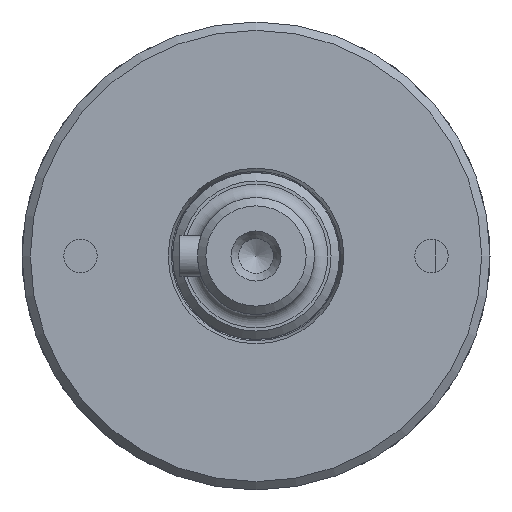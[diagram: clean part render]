
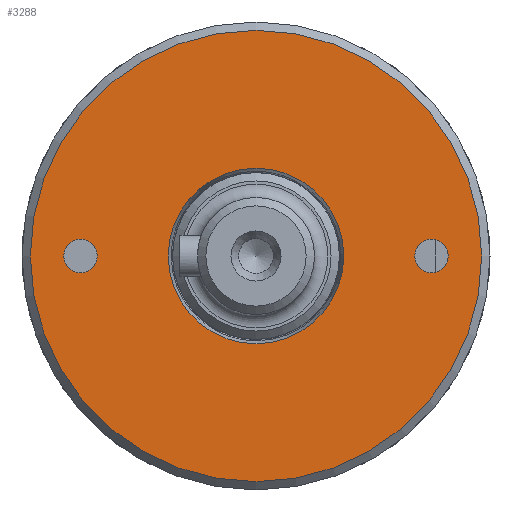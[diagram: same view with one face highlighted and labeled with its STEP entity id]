
A CAD part, left-side view. The second image highlights one B-rep face of the part: STEP entity #3288.
In plain terms, the highlighted planar face has unit normal (-1, 0, 0).
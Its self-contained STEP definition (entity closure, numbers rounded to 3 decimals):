
#266=FACE_BOUND('',#1073,.T.);
#267=FACE_BOUND('',#1074,.T.);
#268=FACE_BOUND('',#1075,.T.);
#882=FACE_OUTER_BOUND('',#1072,.T.);
#1072=EDGE_LOOP('',(#2375,#2376));
#1073=EDGE_LOOP('',(#2377,#2378));
#1074=EDGE_LOOP('',(#2379,#2380));
#1075=EDGE_LOOP('',(#2381,#2382));
#1295=CIRCLE('',#3540,2.);
#1296=CIRCLE('',#3541,2.);
#1299=CIRCLE('',#3546,2.);
#1300=CIRCLE('',#3547,2.);
#1307=CIRCLE('',#3557,10.5);
#1308=CIRCLE('',#3558,10.5);
#1309=CIRCLE('',#3560,27.);
#1310=CIRCLE('',#3561,27.);
#1484=VERTEX_POINT('',#4995);
#1485=VERTEX_POINT('',#4996);
#1489=VERTEX_POINT('',#5008);
#1490=VERTEX_POINT('',#5009);
#1497=VERTEX_POINT('',#5028);
#1498=VERTEX_POINT('',#5030);
#1499=VERTEX_POINT('',#5034);
#1500=VERTEX_POINT('',#5035);
#1820=EDGE_CURVE('',#1484,#1485,#1295,.T.);
#1821=EDGE_CURVE('',#1485,#1484,#1296,.T.);
#1826=EDGE_CURVE('',#1489,#1490,#1299,.T.);
#1827=EDGE_CURVE('',#1490,#1489,#1300,.T.);
#1836=EDGE_CURVE('',#1498,#1497,#1307,.T.);
#1837=EDGE_CURVE('',#1497,#1498,#1308,.T.);
#1838=EDGE_CURVE('',#1499,#1500,#1309,.T.);
#1839=EDGE_CURVE('',#1500,#1499,#1310,.T.);
#2375=ORIENTED_EDGE('',*,*,#1838,.F.);
#2376=ORIENTED_EDGE('',*,*,#1839,.F.);
#2377=ORIENTED_EDGE('',*,*,#1820,.T.);
#2378=ORIENTED_EDGE('',*,*,#1821,.T.);
#2379=ORIENTED_EDGE('',*,*,#1826,.T.);
#2380=ORIENTED_EDGE('',*,*,#1827,.T.);
#2381=ORIENTED_EDGE('',*,*,#1836,.T.);
#2382=ORIENTED_EDGE('',*,*,#1837,.T.);
#3164=PLANE('',#3559);
#3288=ADVANCED_FACE('',(#882,#266,#267,#268),#3164,.T.);
#3540=AXIS2_PLACEMENT_3D('',#4997,#4000,#4001);
#3541=AXIS2_PLACEMENT_3D('',#4998,#4002,#4003);
#3546=AXIS2_PLACEMENT_3D('',#5010,#4014,#4015);
#3547=AXIS2_PLACEMENT_3D('',#5011,#4016,#4017);
#3557=AXIS2_PLACEMENT_3D('',#5031,#4038,#4039);
#3558=AXIS2_PLACEMENT_3D('',#5032,#4040,#4041);
#3559=AXIS2_PLACEMENT_3D('',#5033,#4042,#4043);
#3560=AXIS2_PLACEMENT_3D('',#5036,#4044,#4045);
#3561=AXIS2_PLACEMENT_3D('',#5037,#4046,#4047);
#4000=DIRECTION('center_axis',(1.,0.,0.));
#4001=DIRECTION('ref_axis',(0.,0.,
-1.));
#4002=DIRECTION('center_axis',(1.,0.,0.));
#4003=DIRECTION('ref_axis',(0.,0.,
-1.));
#4014=DIRECTION('center_axis',(1.,0.,0.));
#4015=DIRECTION('ref_axis',(0.,0.,
-1.));
#4016=DIRECTION('center_axis',(1.,0.,0.));
#4017=DIRECTION('ref_axis',(0.,0.,
-1.));
#4038=DIRECTION('center_axis',(1.,0.,0.));
#4039=DIRECTION('ref_axis',(0.,-1.,0.));
#4040=DIRECTION('center_axis',(1.,0.,0.));
#4041=DIRECTION('ref_axis',(0.,-1.,0.));
#4042=DIRECTION('center_axis',(-1.,0.,0.));
#4043=DIRECTION('ref_axis',(0.,0.,
-1.));
#4044=DIRECTION('center_axis',(1.,0.,0.));
#4045=DIRECTION('ref_axis',(0.,-1.,0.));
#4046=DIRECTION('center_axis',(1.,0.,0.));
#4047=DIRECTION('ref_axis',(0.,-1.,0.));
#4995=CARTESIAN_POINT('',(-139.4,-21.,-2.));
#4996=CARTESIAN_POINT('',(-139.4,-21.,2.));
#4997=CARTESIAN_POINT('Origin',(-139.4,-21.,0.));
#4998=CARTESIAN_POINT('Origin',(-139.4,-21.,0.));
#5008=CARTESIAN_POINT('',(-139.4,21.,-2.));
#5009=CARTESIAN_POINT('',(-139.4,21.,2.));
#5010=CARTESIAN_POINT('Origin',(-139.4,21.,0.));
#5011=CARTESIAN_POINT('Origin',(-139.4,21.,0.));
#5028=CARTESIAN_POINT('',(-139.4,10.5,0.));
#5030=CARTESIAN_POINT('',(-139.4,-10.5,0.));
#5031=CARTESIAN_POINT('Origin',(-139.4,0.,0.));
#5032=CARTESIAN_POINT('Origin',(-139.4,0.,0.));
#5033=CARTESIAN_POINT('Origin',(-139.4,-18.75,0.));
#5034=CARTESIAN_POINT('',(-139.4,-27.,0.));
#5035=CARTESIAN_POINT('',(-139.4,27.,0.));
#5036=CARTESIAN_POINT('Origin',(-139.4,0.,0.));
#5037=CARTESIAN_POINT('Origin',(-139.4,0.,0.));
